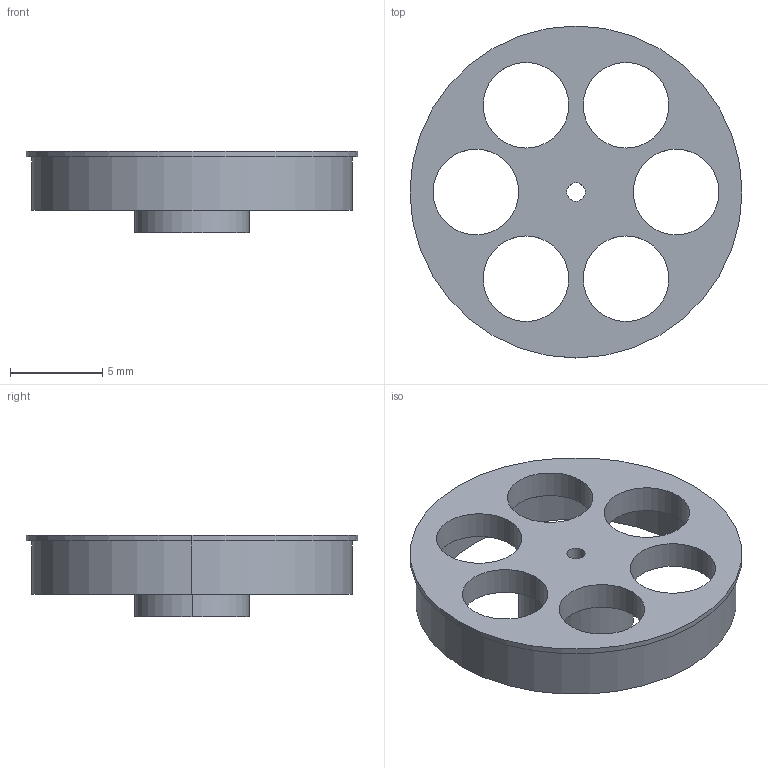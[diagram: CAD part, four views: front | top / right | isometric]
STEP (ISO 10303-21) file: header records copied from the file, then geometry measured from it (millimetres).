
FILE_DESCRIPTION (( 'STEP AP214' ), '1' );
FILE_NAME ('rad.STEP', '2017-05-28T20:05:28', ( '' ), ( '' ), 'SwSTEP 2.0', 'SolidWorks 2017', '' );
FILE_SCHEMA (( 'AUTOMOTIVE_DESIGN' ));
Length unit declared in the file: millimetre
Products named in the file (1): rad
Bounding box: 18 x 18 x 4.4 mm (x, y, z)
Volume: 349.9 mm3; surface area: 785.7 mm2
Topology: 1 solids, 1 shells, 35 faces, 88 edges, 52 vertices
Faces by surface type: cylinder 24, plane 11
Entity records: 1128 total; most frequent: DIRECTION 224, CARTESIAN_POINT 176, ORIENTED_EDGE 176, AXIS2_PLACEMENT_3D 100, EDGE_CURVE 88, CIRCLE 64, VERTEX_POINT 52, EDGE_LOOP 46
